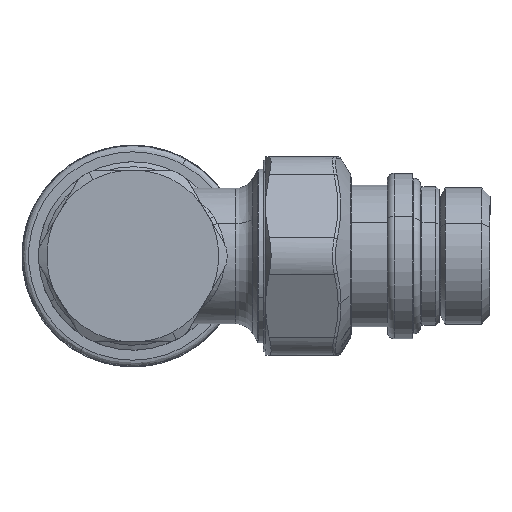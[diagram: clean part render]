
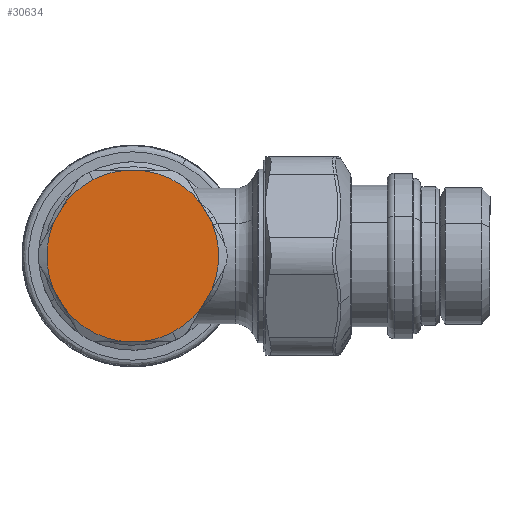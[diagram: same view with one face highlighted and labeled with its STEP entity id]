
A CAD part, front view. The second image highlights one B-rep face of the part: STEP entity #30634.
In plain terms, the highlighted planar face has unit normal (0, -1, 0).
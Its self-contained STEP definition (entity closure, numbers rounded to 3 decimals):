
#27643=CARTESIAN_POINT('Vertex',(10.367,-23.,7.844)) ;
#27648=CARTESIAN_POINT('Line Origine',(11.172,-23.,6.45)) ;
#27652=CARTESIAN_POINT('Vertex',(11.976,-23.,5.056)) ;
#27873=CARTESIAN_POINT('Vertex',(11.976,-23.,-5.056)) ;
#27878=CARTESIAN_POINT('Line Origine',(11.172,-23.,-6.45)) ;
#27882=CARTESIAN_POINT('Vertex',(10.367,-23.,-7.844)) ;
#30510=CARTESIAN_POINT('Axis2P3D Location',(0.,-23.,0.)) ;
#30538=CARTESIAN_POINT('Axis2P3D Location',(0.24,-23.,12.998)) ;
#30543=CARTESIAN_POINT('Axis2P3D Location',(0.,-23.,0.)) ;
#30547=CARTESIAN_POINT('Vertex',(1.609,-23.,12.9)) ;
#30550=CARTESIAN_POINT('Line Origine',(0.,-23.,12.9)) ;
#30554=CARTESIAN_POINT('Vertex',(-1.609,-23.,12.9)) ;
#30557=CARTESIAN_POINT('Axis2P3D Location',(0.,-23.,0.)) ;
#30561=CARTESIAN_POINT('Vertex',(-6.021,-23.,11.522)) ;
#30564=CARTESIAN_POINT('Axis2P3D Location',(0.,-23.,0.)) ;
#30568=CARTESIAN_POINT('Vertex',(-10.367,-23.,7.844)) ;
#30571=CARTESIAN_POINT('Line Origine',(-11.172,-23.,6.45)) ;
#30575=CARTESIAN_POINT('Vertex',(-11.976,-23.,5.056)) ;
#30578=CARTESIAN_POINT('Axis2P3D Location',(0.,-23.,0.)) ;
#30582=CARTESIAN_POINT('Vertex',(-11.976,-23.,-5.056)) ;
#30585=CARTESIAN_POINT('Line Origine',(-11.172,-23.,-6.45)) ;
#30589=CARTESIAN_POINT('Vertex',(-10.367,-23.,-7.844)) ;
#30592=CARTESIAN_POINT('Axis2P3D Location',(0.,-23.,0.)) ;
#30596=CARTESIAN_POINT('Vertex',(-1.609,-23.,-12.9)) ;
#30599=CARTESIAN_POINT('Line Origine',(0.,-23.,-12.9)) ;
#30603=CARTESIAN_POINT('Vertex',(1.609,-23.,-12.9)) ;
#30606=CARTESIAN_POINT('Axis2P3D Location',(0.,-23.,0.)) ;
#30610=CARTESIAN_POINT('Vertex',(6.021,-23.,-11.522)) ;
#30613=CARTESIAN_POINT('Axis2P3D Location',(0.,-23.,0.)) ;
#27650=VECTOR('Line Direction',#27649,1.) ;
#27880=VECTOR('Line Direction',#27879,1.) ;
#30552=VECTOR('Line Direction',#30551,1.) ;
#30573=VECTOR('Line Direction',#30572,1.) ;
#30587=VECTOR('Line Direction',#30586,1.) ;
#30601=VECTOR('Line Direction',#30600,1.) ;
#27649=DIRECTION('Vector Direction',(-0.5,0.,0.866)) ;
#27879=DIRECTION('Vector Direction',(-0.5,0.,-0.866)) ;
#30511=DIRECTION('Axis2P3D Direction',(0.,1.,0.)) ;
#30539=DIRECTION('Axis2P3D Direction',(0.,-1.,0.)) ;
#30540=DIRECTION('Axis2P3D XDirection',(1.,0.,-0.018)) ;
#30544=DIRECTION('Axis2P3D Direction',(0.,-1.,0.)) ;
#30551=DIRECTION('Vector Direction',(-1.,0.,0.)) ;
#30558=DIRECTION('Axis2P3D Direction',(0.,-1.,0.)) ;
#30565=DIRECTION('Axis2P3D Direction',(0.,-1.,0.)) ;
#30572=DIRECTION('Vector Direction',(0.5,0.,0.866)) ;
#30579=DIRECTION('Axis2P3D Direction',(0.,-1.,0.)) ;
#30586=DIRECTION('Vector Direction',(0.5,0.,-0.866)) ;
#30593=DIRECTION('Axis2P3D Direction',(0.,-1.,0.)) ;
#30600=DIRECTION('Vector Direction',(1.,0.,0.)) ;
#30607=DIRECTION('Axis2P3D Direction',(0.,-1.,0.)) ;
#30614=DIRECTION('Axis2P3D Direction',(0.,-1.,0.)) ;
#30512=AXIS2_PLACEMENT_3D('Circle Axis2P3D',#30510,#30511,$) ;
#30541=AXIS2_PLACEMENT_3D('Plane Axis2P3D',#30538,#30539,#30540) ;
#30545=AXIS2_PLACEMENT_3D('Circle Axis2P3D',#30543,#30544,$) ;
#30559=AXIS2_PLACEMENT_3D('Circle Axis2P3D',#30557,#30558,$) ;
#30566=AXIS2_PLACEMENT_3D('Circle Axis2P3D',#30564,#30565,$) ;
#30580=AXIS2_PLACEMENT_3D('Circle Axis2P3D',#30578,#30579,$) ;
#30594=AXIS2_PLACEMENT_3D('Circle Axis2P3D',#30592,#30593,$) ;
#30608=AXIS2_PLACEMENT_3D('Circle Axis2P3D',#30606,#30607,$) ;
#30615=AXIS2_PLACEMENT_3D('Circle Axis2P3D',#30613,#30614,$) ;
#27651=LINE('Line',#27648,#27650) ;
#27881=LINE('Line',#27878,#27880) ;
#30553=LINE('Line',#30550,#30552) ;
#30574=LINE('Line',#30571,#30573) ;
#30588=LINE('Line',#30585,#30587) ;
#30602=LINE('Line',#30599,#30601) ;
#30513=CIRCLE('generated circle',#30512,13.) ;
#30546=CIRCLE('generated circle',#30545,13.) ;
#30560=CIRCLE('generated circle',#30559,13.) ;
#30567=CIRCLE('generated circle',#30566,13.) ;
#30581=CIRCLE('generated circle',#30580,13.) ;
#30595=CIRCLE('generated circle',#30594,13.) ;
#30609=CIRCLE('generated circle',#30608,13.) ;
#30616=CIRCLE('generated circle',#30615,13.) ;
#30542=PLANE('',#30541) ;
#27654=EDGE_CURVE('',#27653,#27644,#27651,.T.) ;
#27884=EDGE_CURVE('',#27874,#27883,#27881,.T.) ;
#30514=EDGE_CURVE('',#27874,#27653,#30513,.F.) ;
#30549=EDGE_CURVE('',#27644,#30548,#30546,.T.) ;
#30556=EDGE_CURVE('',#30548,#30555,#30553,.T.) ;
#30563=EDGE_CURVE('',#30555,#30562,#30560,.T.) ;
#30570=EDGE_CURVE('',#30562,#30569,#30567,.T.) ;
#30577=EDGE_CURVE('',#30576,#30569,#30574,.T.) ;
#30584=EDGE_CURVE('',#30576,#30583,#30581,.T.) ;
#30591=EDGE_CURVE('',#30583,#30590,#30588,.T.) ;
#30598=EDGE_CURVE('',#30590,#30597,#30595,.T.) ;
#30605=EDGE_CURVE('',#30597,#30604,#30602,.T.) ;
#30612=EDGE_CURVE('',#30604,#30611,#30609,.T.) ;
#30617=EDGE_CURVE('',#30611,#27883,#30616,.T.) ;
#30619=ORIENTED_EDGE('',*,*,#27654,.T.) ;
#30620=ORIENTED_EDGE('',*,*,#30549,.T.) ;
#30621=ORIENTED_EDGE('',*,*,#30556,.T.) ;
#30622=ORIENTED_EDGE('',*,*,#30563,.T.) ;
#30623=ORIENTED_EDGE('',*,*,#30570,.T.) ;
#30624=ORIENTED_EDGE('',*,*,#30577,.F.) ;
#30625=ORIENTED_EDGE('',*,*,#30584,.T.) ;
#30626=ORIENTED_EDGE('',*,*,#30591,.T.) ;
#30627=ORIENTED_EDGE('',*,*,#30598,.T.) ;
#30628=ORIENTED_EDGE('',*,*,#30605,.T.) ;
#30629=ORIENTED_EDGE('',*,*,#30612,.T.) ;
#30630=ORIENTED_EDGE('',*,*,#30617,.T.) ;
#30631=ORIENTED_EDGE('',*,*,#27884,.F.) ;
#30632=ORIENTED_EDGE('',*,*,#30514,.T.) ;
#30618=EDGE_LOOP('',(#30619,#30620,#30621,#30622,#30623,#30624,#30625,#30626,#30627,#30628,#30629,#30630,#30631,#30632)) ;
#27644=VERTEX_POINT('',#27643) ;
#27653=VERTEX_POINT('',#27652) ;
#27874=VERTEX_POINT('',#27873) ;
#27883=VERTEX_POINT('',#27882) ;
#30548=VERTEX_POINT('',#30547) ;
#30555=VERTEX_POINT('',#30554) ;
#30562=VERTEX_POINT('',#30561) ;
#30569=VERTEX_POINT('',#30568) ;
#30576=VERTEX_POINT('',#30575) ;
#30583=VERTEX_POINT('',#30582) ;
#30590=VERTEX_POINT('',#30589) ;
#30597=VERTEX_POINT('',#30596) ;
#30604=VERTEX_POINT('',#30603) ;
#30611=VERTEX_POINT('',#30610) ;
#30634=ADVANCED_FACE('PartBody',(#30633),#30542,.T.) ;
#30633=FACE_OUTER_BOUND('',#30618,.T.) ;
